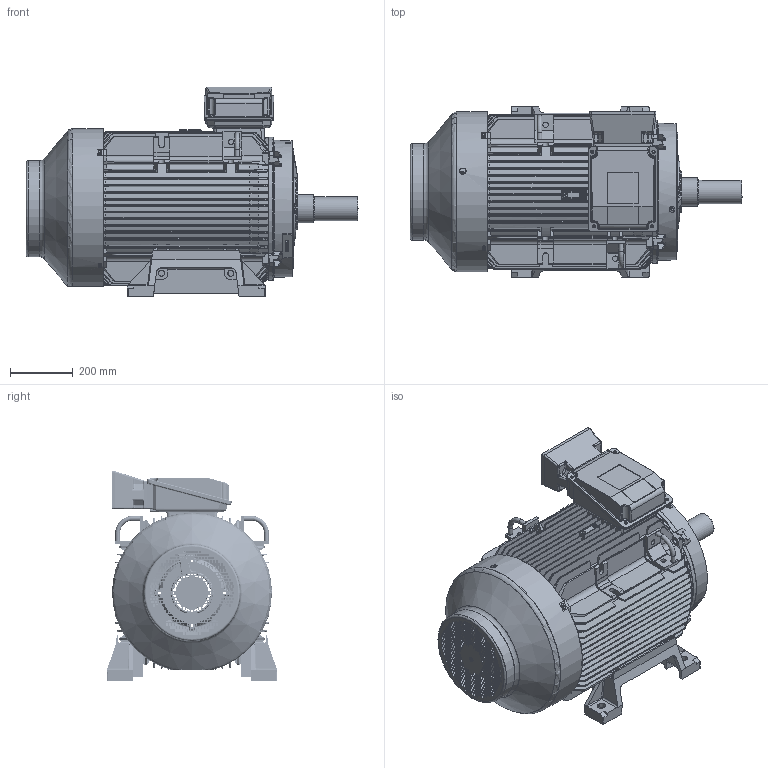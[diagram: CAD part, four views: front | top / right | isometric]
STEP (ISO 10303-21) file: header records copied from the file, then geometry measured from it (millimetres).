
FILE_DESCRIPTION( ( 'Unknown' ), '1' );
FILE_NAME( 'WP-DF280SE B3 4P.stp', 'Unknown', ( 'Unknown' ), ( 'Unknown' ), 'PSStep 17.0.49', 'Unknown', ' ' );
FILE_SCHEMA( ( 'AUTOMOTIVE_DESIGN { 1 0 10303 214 1 1 1 1 }' ) );
Length unit declared in the file: millimetre
Products named in the file (3): w3lfm
Bounding box: 1054.87 x 541 x 666.4 mm (x, y, z)
Volume: 34031295 mm3; surface area: 7152975.1 mm2
Topology: 3 solids, 5 shells, 6490 faces, 17786 edges, 11209 vertices
Faces by surface type: plane 3485, cylinder 1300, bspline 1017, cone 304, torus 232, sphere 152
Full cylindrical faces by diameter (mm): 5 x4, 5.188 x2, 6 x4, 6.985 x5, 8 x13, 8.5 x1, 8.985 x2, 10 x21, 11.979 x1, 14.188 x12, 14.376 x4, 15 x9, 16 x4, 17 x4, 17.5 x1, 19 x16, 20 x2, 21 x1, 75.02 x1, 85.05 x1, 86.325 x2, 87.98 x2, 89.98 x2, 90.019 x2, 99.01 x2, 100.23 x1, 105 x1, 120 x2, 190 x2, 228 x2
Entity records: 389640 total; most frequent: CARTESIAN_POINT 180412, ORIENTED_EDGE 34718, DIRECTION 29327, EDGE_CURVE 17359, VERTEX_POINT 11088, LINE 10457, VECTOR 10457, AXIS2_PLACEMENT_3D 9435
